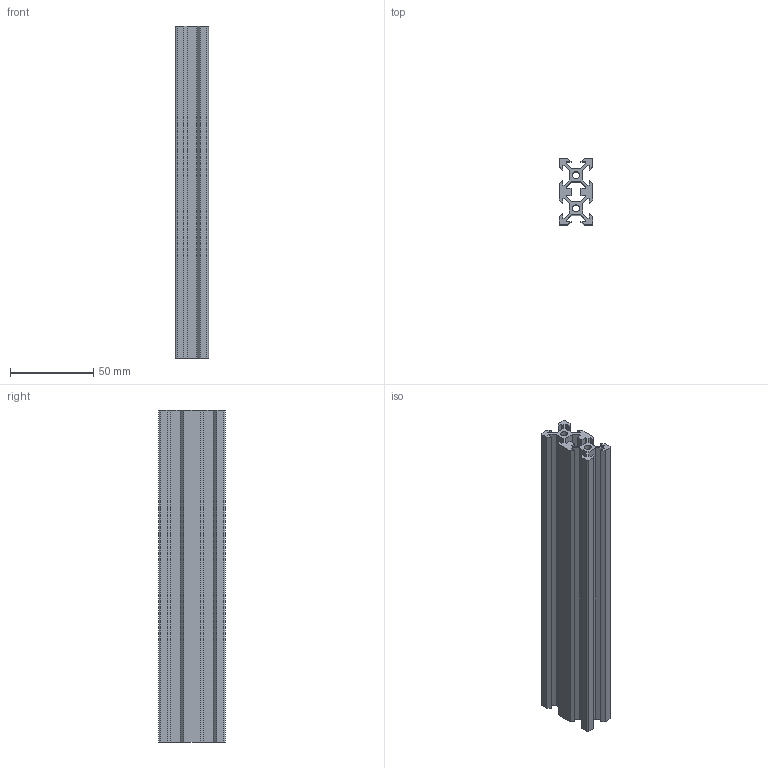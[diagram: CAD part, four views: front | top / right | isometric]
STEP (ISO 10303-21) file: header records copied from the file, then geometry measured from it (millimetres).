
FILE_DESCRIPTION(/* description */ (''),/* implementation_level */ '2;1');
FILE_NAME(/* name */ '2040_v7 v1.step',/* time_stamp */ '2020-09-29T22:34:58-07:00',/* author */ (''),/* organization */ (''),/* preprocessor_version */ 'ST-DEVELOPER v18.1',/* originating_system */ 'Autodesk Translation Framework v9.3.0.1241',/* authorisation */ '');
FILE_SCHEMA (('AUTOMOTIVE_DESIGN { 1 0 10303 214 3 1 1 }'));
Length unit declared in the file: millimetre
Products named in the file (1): 2040_v7
Bounding box: 20 x 40 x 200 mm (x, y, z)
Volume: 68474.8 mm3; surface area: 61870.2 mm2
Topology: 1 solids, 1 shells, 88 faces, 258 edges, 172 vertices
Faces by surface type: plane 82, cylinder 6
Full cylindrical faces by diameter (mm): 4.2 x2
Entity records: 2919 total; most frequent: CARTESIAN_POINT 519, ORIENTED_EDGE 516, DIRECTION 448, EDGE_CURVE 258, LINE 246, VECTOR 246, VERTEX_POINT 172, AXIS2_PLACEMENT_3D 101
